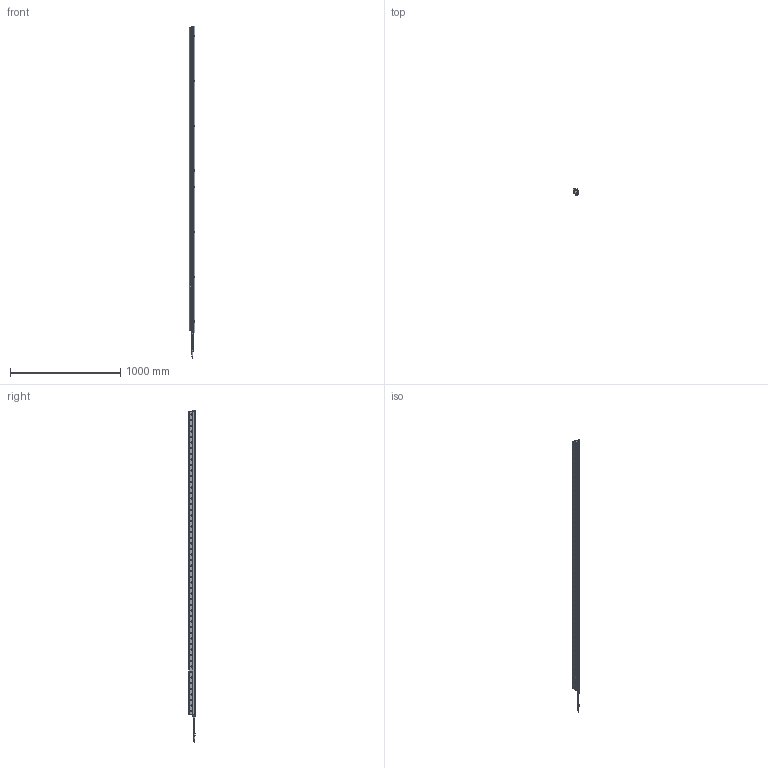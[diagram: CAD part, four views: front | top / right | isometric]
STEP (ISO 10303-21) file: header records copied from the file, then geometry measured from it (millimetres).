
FILE_DESCRIPTION(/* description */ (''),/* implementation_level */ '2;1');
FILE_NAME(/* name */ '1120108-DIM.stp',/* time_stamp */ '2017-03-29T13:37:25-04:00',/* author */ ('ryan longshore'),/* organization */ (''),/* preprocessor_version */ 'ST-DEVELOPER v16.5',/* originating_system */ 'Autodesk Inventor 2017',/* authorisation */ '');
FILE_SCHEMA (('AUTOMOTIVE_DESIGN { 1 0 10303 214 3 1 1 }'));
Length unit declared in the file: inch
Products named in the file (24): 1120108-DIM; 1100108; 901480; 901481; Unbrako - 1/4 x 3/4; 80108-DIM; 901840; 901574; 901437; 901592; 901565; 901515; 901587; 901724-DIM; 901806-DIM; 901622; 901576-DIM; 901576 without spring-DIM; 901577; 901770; 901625; 7525; Unbrako - 10 x 1/4; Unbrako - 1/4 x 1/2
Assembly tree (205 placements, depth 4):
  1120108-DIM
    1100108
      901480
      901481
      Unbrako - 1/4 x 3/4  x54
    80108-DIM
      901840
      901574
      901437
      901592
      901565
      901515
      901587
      901724-DIM
      901576-DIM  x108
        901576 without spring-DIM
        901577
      901806-DIM
      901622
      901770
      901625  x2
    7525  x8
    Unbrako - 10 x 1/4  x8
    Unbrako - 1/4 x 1/2  x8
Bounding box: 46.9 x 57.63 x 3012.78 mm (x, y, z)
Volume: 4292078 mm3; surface area: 1256851.4 mm2
Topology: 306 solids, 306 shells, 4420 faces, 9448 edges, 5980 vertices
Faces by surface type: plane 2350, cylinder 1470, cone 450, torus 144, bspline 6
Full cylindrical faces by diameter (mm): 0.508 x1, 0.635 x216, 1.984 x2, 2.54 x1, 2.667 x108, 2.845 x1, 3.454 x1, 3.485 x1, 3.937 x108, 4.089 x8, 4.826 x8, 4.978 x1, 5.055 x1, 5.159 x62, 5.715 x217, 6.35 x63, 6.604 x1, 6.731 x1, 7.144 x62, 8.128 x2, 8.89 x1, 9.144 x1, 9.169 x8, 9.423 x1, 9.525 x3, 10.414 x2, 11.1 x62, 11.112 x10, 12.446 x1, 12.7 x54
Entity records: 32544 total; most frequent: CARTESIAN_POINT 18641, DIRECTION 3006, ORIENTED_EDGE 1824, AXIS2_PLACEMENT_3D 1372, EDGE_LOOP 1216, EDGE_CURVE 912, VERTEX_POINT 780, FACE_BOUND 653
